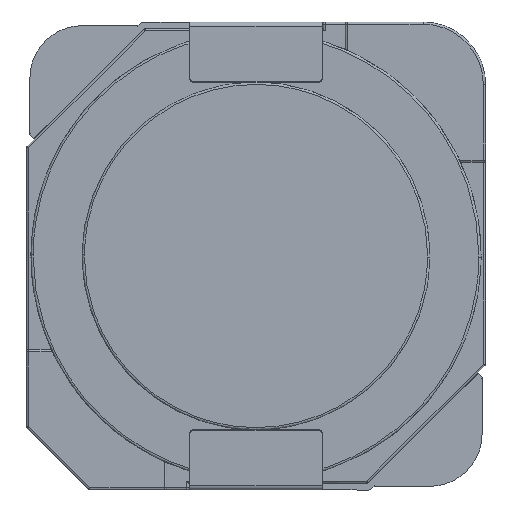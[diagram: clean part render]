
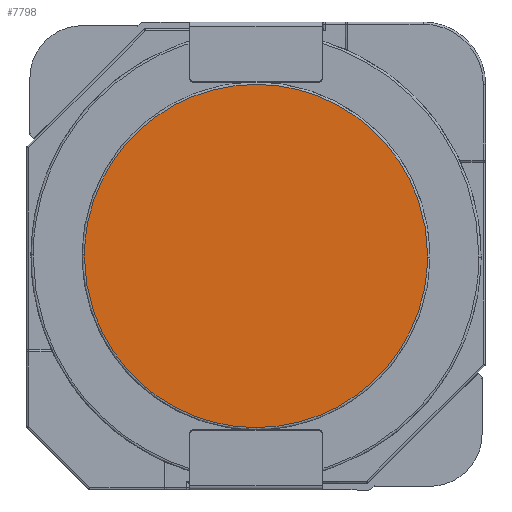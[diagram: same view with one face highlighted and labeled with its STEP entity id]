
A CAD part, front view. The second image highlights one B-rep face of the part: STEP entity #7798.
In plain terms, the highlighted planar face has unit normal (0, -1, 0).
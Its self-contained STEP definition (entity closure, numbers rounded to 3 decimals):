
#174 = CARTESIAN_POINT ( 'NONE',  ( 8.004, 0., -2.168 ) ) ;
#439 = CARTESIAN_POINT ( 'NONE',  ( 2.304, 0., -6.531 ) ) ;
#522 = CARTESIAN_POINT ( 'NONE',  ( 2.69, 0., -7.464 ) ) ;
#542 = CARTESIAN_POINT ( 'NONE',  ( 9.905, 0., -5.527 ) ) ;
#564 = CARTESIAN_POINT ( 'NONE',  ( 9.408, 0., -7.486 ) ) ;
#811 = CARTESIAN_POINT ( 'NONE',  ( 5.064, 0., -1.773 ) ) ;
#849 = CARTESIAN_POINT ( 'NONE',  ( 9.905, 0., -5.527 ) ) ;
#940 = AXIS2_PLACEMENT_3D ( 'NONE', #3759, #8367, #7705 ) ;
#1108 = CARTESIAN_POINT ( 'NONE',  ( 9.905, 0., -5.553 ) ) ;
#1232 = VERTEX_POINT ( 'NONE', #5518 ) ;
#1312 = CARTESIAN_POINT ( 'NONE',  ( 2.205, 0., -5.527 ) ) ;
#1397 = CARTESIAN_POINT ( 'NONE',  ( 2.205, 0., -5.519 ) ) ;
#1662 = EDGE_CURVE ( 'NONE', #2984, #6495, #2158, .T. ) ;
#1748 = EDGE_CURVE ( 'NONE', #1232, #2984, #3792, .T. ) ;
#1766 = ORIENTED_EDGE ( 'NONE', *, *, #1748, .T. ) ;
#1794 = CARTESIAN_POINT ( 'NONE',  ( 2.972, 0., -7.887 ) ) ;
#1833 = B_SPLINE_CURVE_WITH_KNOTS ( 'NONE', 3,
 ( #3877, #1852, #4567, #542 ),
 .UNSPECIFIED., .F., .F.,
 ( 4, 4 ),
 ( 0.998, 1. ),
 .UNSPECIFIED. ) ;
#1852 = CARTESIAN_POINT ( 'NONE',  ( 9.905, 0., -5.544 ) ) ;
#2063 = EDGE_LOOP ( 'NONE', ( #3383, #4767, #1766, #2510 ) ) ;
#2064 = EDGE_CURVE ( 'NONE', #7349, #1232, #1833, .T. ) ;
#2083 = CARTESIAN_POINT ( 'NONE',  ( 3.705, 0., -2.436 ) ) ;
#2130 = CARTESIAN_POINT ( 'NONE',  ( 9.905, 0., -5.022 ) ) ;
#2158 = B_SPLINE_CURVE_WITH_KNOTS ( 'NONE', 3,
 ( #4578, #7182, #1397, #1312 ),
 .UNSPECIFIED., .F., .F.,
 ( 4, 4 ),
 ( 0.998, 1. ),
 .UNSPECIFIED. ) ;
#2406 = CARTESIAN_POINT ( 'NONE',  ( 9.8, 0., -6.556 ) ) ;
#2434 = FACE_OUTER_BOUND ( 'NONE', #2063, .T. ) ;
#2450 = CARTESIAN_POINT ( 'NONE',  ( 3.685, 0., -8.603 ) ) ;
#2510 = ORIENTED_EDGE ( 'NONE', *, *, #1662, .T. ) ;
#2575 = CARTESIAN_POINT ( 'NONE',  ( 9.902, 0., -6.058 ) ) ;
#2588 = CARTESIAN_POINT ( 'NONE',  ( 2.205, 0., -5.502 ) ) ;
#2747 = CARTESIAN_POINT ( 'NONE',  ( 6.573, 0., -1.679 ) ) ;
#2984 = VERTEX_POINT ( 'NONE', #2588 ) ;
#3050 = CARTESIAN_POINT ( 'NONE',  ( 6.548, 0., -9.379 ) ) ;
#3137 = CARTESIAN_POINT ( 'NONE',  ( 4.107, 0., -8.886 ) ) ;
#3294 = EDGE_CURVE ( 'NONE', #6495, #7349, #6843, .T. ) ;
#3335 = CARTESIAN_POINT ( 'NONE',  ( 9.905, 0., -5.553 ) ) ;
#3383 = ORIENTED_EDGE ( 'NONE', *, *, #3294, .T. ) ;
#3427 = CARTESIAN_POINT ( 'NONE',  ( 2.703, 0., -3.568 ) ) ;
#3467 = CARTESIAN_POINT ( 'NONE',  ( 7.071, 0., -1.779 ) ) ;
#3698 = CARTESIAN_POINT ( 'NONE',  ( 2.205, 0., -5.527 ) ) ;
#3759 = CARTESIAN_POINT ( 'NONE',  ( 2.051, 0., -9.534 ) ) ;
#3792 = B_SPLINE_CURVE_WITH_KNOTS ( 'NONE', 3,
 ( #849, #2130, #6042, #6677, #5996, #7370, #174, #3467, #2747, #7982, #811, #4201, #2083, #6126, #3427, #6803, #7410, #6723 ),
 .UNSPECIFIED., .F., .F.,
 ( 4, 2, 2, 2, 2, 2, 2, 2, 4 ),
 ( 0., 0.125, 0.249, 0.374, 0.499, 0.624, 0.748, 0.873, 0.998 ),
 .UNSPECIFIED. ) ;
#3821 = CARTESIAN_POINT ( 'NONE',  ( 7.981, 0., -8.899 ) ) ;
#3877 = CARTESIAN_POINT ( 'NONE',  ( 9.905, 0., -5.553 ) ) ;
#4201 = CARTESIAN_POINT ( 'NONE',  ( 4.129, 0., -2.155 ) ) ;
#4387 = CARTESIAN_POINT ( 'NONE',  ( 2.205, 0., -6.032 ) ) ;
#4468 = CARTESIAN_POINT ( 'NONE',  ( 5.039, 0., -9.275 ) ) ;
#4567 = CARTESIAN_POINT ( 'NONE',  ( 9.905, 0., -5.536 ) ) ;
#4578 = CARTESIAN_POINT ( 'NONE',  ( 2.205, 0., -5.502 ) ) ;
#4767 = ORIENTED_EDGE ( 'NONE', *, *, #2064, .T. ) ;
#5055 = PLANE ( 'NONE',  #940 ) ;
#5152 = CARTESIAN_POINT ( 'NONE',  ( 9.123, 0., -7.908 ) ) ;
#5518 = CARTESIAN_POINT ( 'NONE',  ( 9.905, 0., -5.527 ) ) ;
#5753 = CARTESIAN_POINT ( 'NONE',  ( 5.537, 0., -9.375 ) ) ;
#5996 = CARTESIAN_POINT ( 'NONE',  ( 9.139, 0., -3.167 ) ) ;
#6042 = CARTESIAN_POINT ( 'NONE',  ( 9.806, 0., -4.524 ) ) ;
#6126 = CARTESIAN_POINT ( 'NONE',  ( 2.988, 0., -3.147 ) ) ;
#6428 = CARTESIAN_POINT ( 'NONE',  ( 8.405, 0., -8.618 ) ) ;
#6495 = VERTEX_POINT ( 'NONE', #3698 ) ;
#6677 = CARTESIAN_POINT ( 'NONE',  ( 9.42, 0., -3.59 ) ) ;
#6723 = CARTESIAN_POINT ( 'NONE',  ( 2.205, 0., -5.502 ) ) ;
#6803 = CARTESIAN_POINT ( 'NONE',  ( 2.311, 0., -4.499 ) ) ;
#6843 = B_SPLINE_CURVE_WITH_KNOTS ( 'NONE', 3,
 ( #8345, #4387, #439, #522, #1794, #2450, #3137, #4468, #5753, #3050, #7070, #3821, #6428, #5152, #564, #2406, #2575, #1108 ),
 .UNSPECIFIED., .F., .F.,
 ( 4, 2, 2, 2, 2, 2, 2, 2, 4 ),
 ( 0., 0.125, 0.249, 0.374, 0.499, 0.624, 0.748, 0.873, 0.998 ),
 .UNSPECIFIED. ) ;
#7070 = CARTESIAN_POINT ( 'NONE',  ( 7.046, 0., -9.281 ) ) ;
#7182 = CARTESIAN_POINT ( 'NONE',  ( 2.205, 0., -5.51 ) ) ;
#7349 = VERTEX_POINT ( 'NONE', #3335 ) ;
#7370 = CARTESIAN_POINT ( 'NONE',  ( 8.426, 0., -2.451 ) ) ;
#7410 = CARTESIAN_POINT ( 'NONE',  ( 2.209, 0., -4.996 ) ) ;
#7705 = DIRECTION ( 'NONE',  ( 1., 0., 0. ) ) ;
#7798 = ADVANCED_FACE ( 'NONE', ( #2434 ), #5055, .T. ) ;
#7982 = CARTESIAN_POINT ( 'NONE',  ( 5.563, 0., -1.675 ) ) ;
#8345 = CARTESIAN_POINT ( 'NONE',  ( 2.205, 0., -5.527 ) ) ;
#8367 = DIRECTION ( 'NONE',  ( 0., -1., 0. ) ) ;
